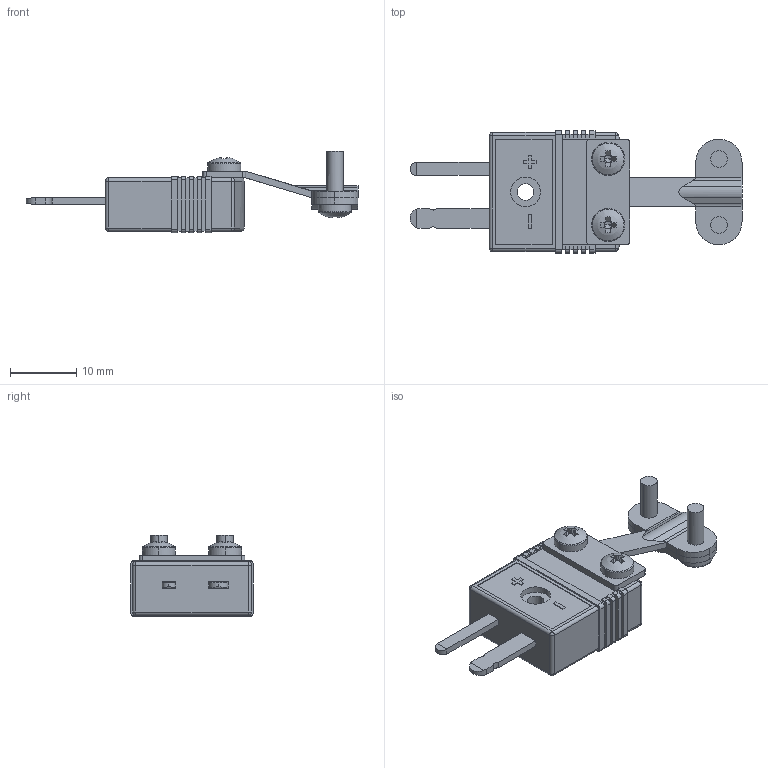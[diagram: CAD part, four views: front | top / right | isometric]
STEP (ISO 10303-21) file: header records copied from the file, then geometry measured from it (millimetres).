
FILE_DESCRIPTION (( 'STEP AP203' ), '1' );
FILE_NAME ('Âèëêà mini.STEP', '2025-02-03T12:35:03', ( '' ), ( '' ), 'SwSTEP 2.0', 'SolidWorks 2019', '' );
FILE_SCHEMA (( 'CONFIG_CONTROL_DESIGN' ));
Length unit declared in the file: millimetre
Products named in the file (6): mini 瀇僔蠂縺; pan head cross recess screw_iso_ISO 7045 - M2.5 x 8 - Z --- 8N; Âèëêà mini; Øòûðè; mini ïëàñòèíà äåðæàòåëü
Assembly tree (8 placements, depth 2):
  Âèëêà mini
    Âèëêà mini
    Øòûðè
    mini ïëàñòèíà äåðæàòåëü
    mini 瀇僔蠂縺
    pan head cross recess screw_iso_ISO 7045 - M2.5 x 8 - Z --- 8N  x4
Bounding box: 50.25 x 18.5 x 12.3 mm (x, y, z)
Volume: 3463.3 mm3; surface area: 3158.9 mm2
Topology: 9 solids, 9 shells, 426 faces, 1073 edges, 658 vertices
Faces by surface type: plane 247, cylinder 104, cone 44, torus 19, sphere 12
Entity records: 9977 total; most frequent: CARTESIAN_POINT 1853, DIRECTION 1579, ORIENTED_EDGE 1534, EDGE_CURVE 767, AXIS2_PLACEMENT_3D 534, VECTOR 511, LINE 511, VERTEX_POINT 486
